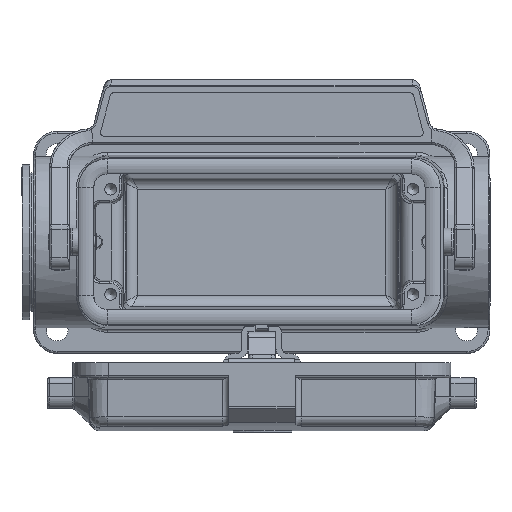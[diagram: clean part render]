
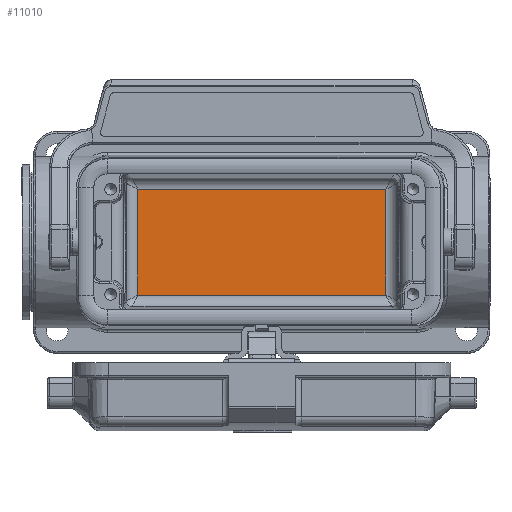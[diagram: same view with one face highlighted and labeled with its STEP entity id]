
A CAD part, top view. The second image highlights one B-rep face of the part: STEP entity #11010.
In plain terms, the highlighted planar face has unit normal (0, 0, 1).
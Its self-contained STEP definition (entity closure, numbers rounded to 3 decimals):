
#10971=CARTESIAN_POINT('',(34.75,-17.75,-65.25));
#10972=DIRECTION('',(0.0,0.0,-1.0));
#10973=DIRECTION('',(-1.0,0.0,0.0));
#10974=AXIS2_PLACEMENT_3D('',#10971,#10972,#10973);
#10975=PLANE('',#10974);
#10976=CARTESIAN_POINT('',(-31.804,-13.567,-65.25));
#10977=VERTEX_POINT('',#10976);
#10978=CARTESIAN_POINT('',(31.804,-13.567,-65.25));
#10979=VERTEX_POINT('',#10978);
#10980=CARTESIAN_POINT('',(-31.804,-13.567,-65.25));
#10981=DIRECTION('',(1.0,0.0,0.0));
#10982=VECTOR('',#10981,63.609);
#10983=LINE('',#10980,#10982);
#10984=EDGE_CURVE('',#10977,#10979,#10983,.T.);
#10985=ORIENTED_EDGE('',*,*,#10984,.T.);
#10986=CARTESIAN_POINT('',(31.804,13.567,-65.25));
#10987=VERTEX_POINT('',#10986);
#10988=CARTESIAN_POINT('',(31.804,-13.567,-65.25));
#10989=DIRECTION('',(0.0,1.0,0.0));
#10990=VECTOR('',#10989,27.135);
#10991=LINE('',#10988,#10990);
#10992=EDGE_CURVE('',#10979,#10987,#10991,.T.);
#10993=ORIENTED_EDGE('',*,*,#10992,.T.);
#10994=CARTESIAN_POINT('',(-31.804,13.567,-65.25));
#10995=VERTEX_POINT('',#10994);
#10996=CARTESIAN_POINT('',(31.804,13.567,-65.25));
#10997=DIRECTION('',(-1.0,0.0,0.0));
#10998=VECTOR('',#10997,63.609);
#10999=LINE('',#10996,#10998);
#11000=EDGE_CURVE('',#10987,#10995,#10999,.T.);
#11001=ORIENTED_EDGE('',*,*,#11000,.T.);
#11002=CARTESIAN_POINT('',(-31.804,13.567,-65.25));
#11003=DIRECTION('',(0.0,-1.0,0.0));
#11004=VECTOR('',#11003,27.135);
#11005=LINE('',#11002,#11004);
#11006=EDGE_CURVE('',#10995,#10977,#11005,.T.);
#11007=ORIENTED_EDGE('',*,*,#11006,.T.);
#11008=EDGE_LOOP('',(#10985,#10993,#11001,#11007));
#11009=FACE_OUTER_BOUND('',#11008,.T.);
#11010=ADVANCED_FACE('',(#11009),#10975,.F.);
